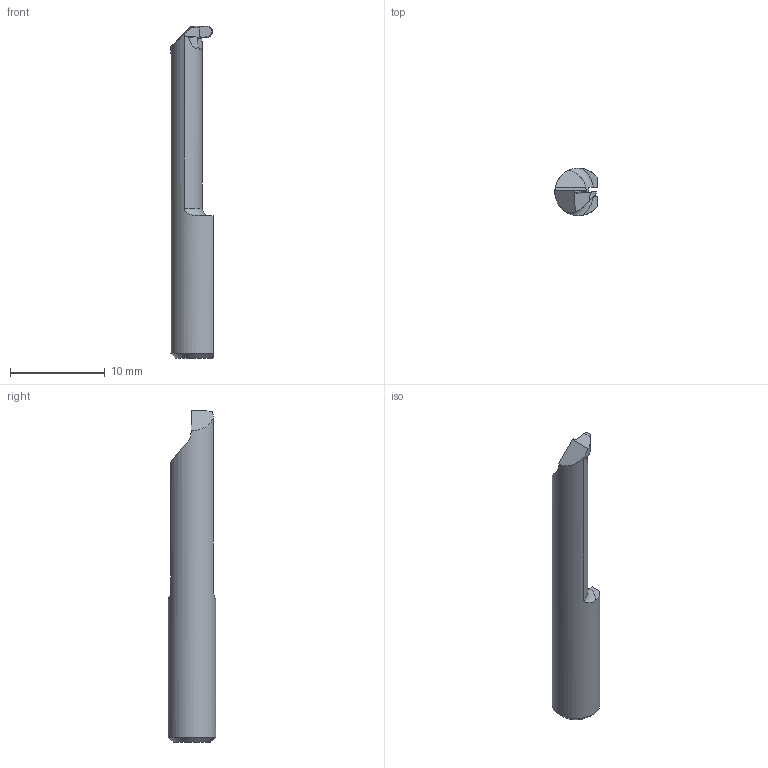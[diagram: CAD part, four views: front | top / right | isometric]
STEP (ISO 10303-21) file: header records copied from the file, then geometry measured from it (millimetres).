
FILE_DESCRIPTION (( 'STEP AP203' ), '1' );
FILE_NAME ('R005-0.58-20.step', '2024-02-01T14:32:52', ( '' ), ( '' ), 'SwSTEP 2.0', 'SolidWorks 2022', '' );
FILE_SCHEMA (( 'CONFIG_CONTROL_DESIGN' ));
Length unit declared in the file: millimetre
Products named in the file (1): R005-0.58-20
Bounding box: 4.45 x 5 x 35 mm (x, y, z)
Volume: 458.3 mm3; surface area: 510.7 mm2
Topology: 1 solids, 1 shells, 35 faces, 96 edges, 63 vertices
Faces by surface type: plane 22, cylinder 7, bspline 4, cone 1, torus 1
Entity records: 1351 total; most frequent: CARTESIAN_POINT 481, ORIENTED_EDGE 192, DIRECTION 129, EDGE_CURVE 96, VERTEX_POINT 63, VECTOR 47, LINE 47, AXIS2_PLACEMENT_3D 41
